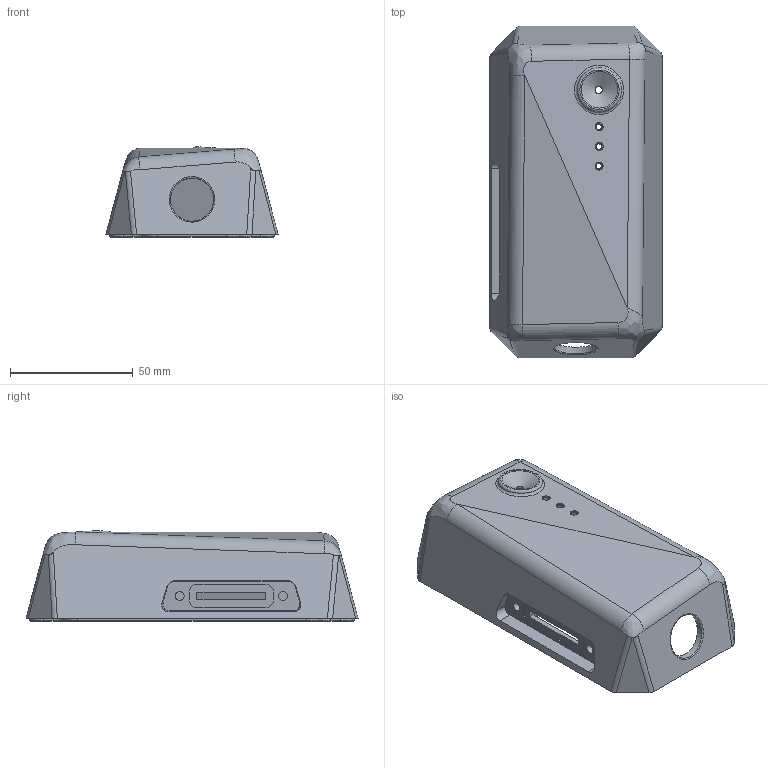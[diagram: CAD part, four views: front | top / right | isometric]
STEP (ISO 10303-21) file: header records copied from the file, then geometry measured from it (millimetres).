
FILE_DESCRIPTION(('FreeCAD Model'),'2;1');
FILE_NAME('Open CASCADE Shape Model','2021-02-05T14:33:39',('Author'),( ''),'Open CASCADE STEP processor 7.4','FreeCAD','Unknown');
FILE_SCHEMA(('AUTOMOTIVE_DESIGN { 1 0 10303 214 1 1 1 1 }'));
Length unit declared in the file: millimetre
Products named in the file (1): Pocket-led-boss-2-insert
Bounding box: 70 x 135 x 36.67 mm (x, y, z)
Volume: 64229.4 mm3; surface area: 38384 mm2
Topology: 1 solids, 1 shells, 239 faces, 579 edges, 359 vertices
Faces by surface type: plane 72, cylinder 56, bspline 48, cone 36, torus 27
Full cylindrical faces by diameter (mm): 2.4 x3, 3 x1, 3.3 x3, 3.6 x4, 3.9 x4, 17.46 x1
Entity records: 10836 total; most frequent: CARTESIAN_POINT 5486, ORIENTED_EDGE 1158, DIRECTION 1016, EDGE_CURVE 579, AXIS2_PLACEMENT_3D 393, VERTEX_POINT 359, FACE_BOUND 268, EDGE_LOOP 268
